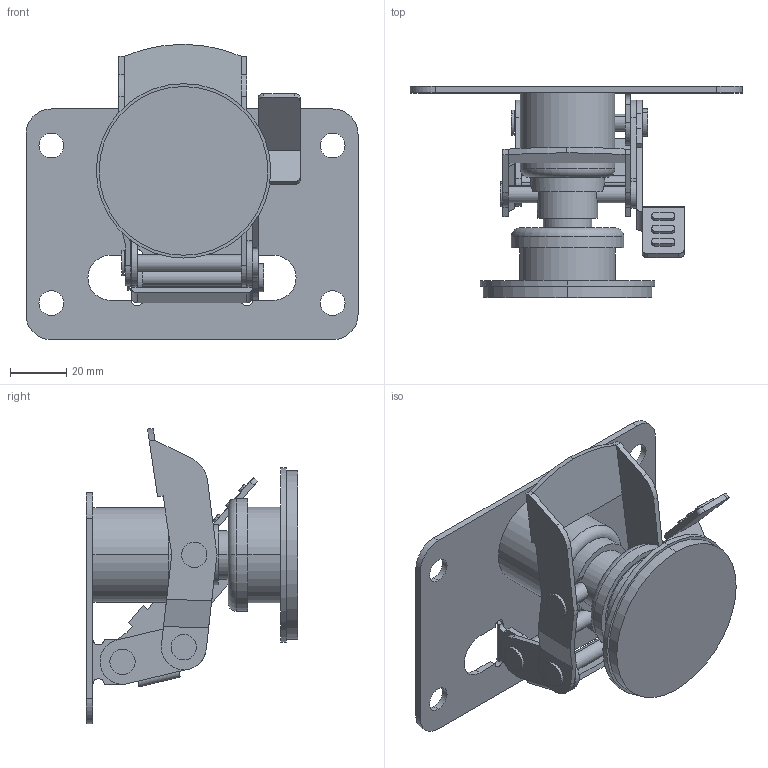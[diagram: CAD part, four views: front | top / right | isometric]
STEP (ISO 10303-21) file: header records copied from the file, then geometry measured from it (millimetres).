
FILE_DESCRIPTION (( 'STEP AP203' ), '1' );
FILE_NAME ('sone3D.STEP', '2017-09-22T06:29:01', ( '' ), ( '' ), 'SwSTEP 2.0', 'SolidWorks 2014', '' );
FILE_SCHEMA (( 'CONFIG_CONTROL_DESIGN' ));
Length unit declared in the file: millimetre
Products named in the file (9): K-910-1フット押え_; K-910-1フット_; K-910-1スプリング_; sone3D; K-910-1プレート_; K-910-1儕儞僋僾儗乕僩_; K-910-1ペダル_; K-910-1ロックペダル; K-910-1ピン_
Assembly tree (10 placements, depth 2):
  sone3D
    K-910-1プレート_
    K-910-1儕儞僋僾儗乕僩_
    K-910-1ペダル_
    K-910-1ロックペダル
    K-910-1ピン_  x3
    K-910-1フット押え_
    K-910-1フット_
    K-910-1スプリング_
Bounding box: 118 x 75 x 104.98 mm (x, y, z)
Volume: 82611.6 mm3; surface area: 67021.1 mm2
Topology: 10 solids, 10 shells, 280 faces, 696 edges, 451 vertices
Faces by surface type: cylinder 153, plane 121, torus 6
Entity records: 9366 total; most frequent: CARTESIAN_POINT 1793, DIRECTION 1448, ORIENTED_EDGE 1320, EDGE_CURVE 660, AXIS2_PLACEMENT_3D 546, VERTEX_POINT 427, VECTOR 356, LINE 356
